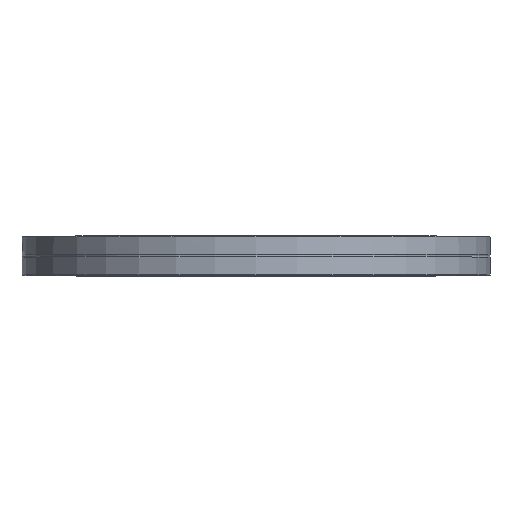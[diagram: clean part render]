
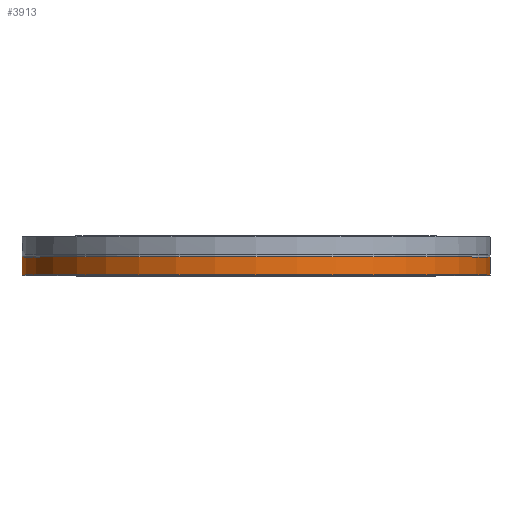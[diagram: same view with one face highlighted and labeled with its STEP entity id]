
A CAD part, top view. The second image highlights one B-rep face of the part: STEP entity #3913.
In plain terms, the highlighted cylindrical face has radius 168.3 mm (diameter 336.6 mm), a full revolution.
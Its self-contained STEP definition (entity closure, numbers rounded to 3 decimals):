
#236=CYLINDRICAL_SURFACE('',#4250,168.3);
#423=FACE_OUTER_BOUND('',#693,.T.);
#693=EDGE_LOOP('',(#2861,#2862,#2863,#2864,#2865,#2866));
#961=LINE('',#6243,#1196);
#1196=VECTOR('',#4830,168.3);
#1479=CIRCLE('',#4248,168.3);
#1480=CIRCLE('',#4249,168.3);
#1481=CIRCLE('',#4251,168.3);
#1482=CIRCLE('',#4252,168.3);
#1793=VERTEX_POINT('',#6233);
#1794=VERTEX_POINT('',#6234);
#1795=VERTEX_POINT('',#6239);
#1796=VERTEX_POINT('',#6240);
#2200=EDGE_CURVE('',#1793,#1794,#1479,.T.);
#2201=EDGE_CURVE('',#1794,#1793,#1480,.T.);
#2203=EDGE_CURVE('',#1795,#1796,#1481,.T.);
#2204=EDGE_CURVE('',#1796,#1795,#1482,.T.);
#2205=EDGE_CURVE('',#1796,#1794,#961,.T.);
#2861=ORIENTED_EDGE('',*,*,#2203,.F.);
#2862=ORIENTED_EDGE('',*,*,#2204,.F.);
#2863=ORIENTED_EDGE('',*,*,#2205,.T.);
#2864=ORIENTED_EDGE('',*,*,#2200,.F.);
#2865=ORIENTED_EDGE('',*,*,#2201,.F.);
#2866=ORIENTED_EDGE('',*,*,#2205,.F.);
#3913=ADVANCED_FACE('',(#423),#236,.T.);
#4248=AXIS2_PLACEMENT_3D('',#6235,#4819,#4820);
#4249=AXIS2_PLACEMENT_3D('',#6236,#4821,#4822);
#4250=AXIS2_PLACEMENT_3D('',#6238,#4824,#4825);
#4251=AXIS2_PLACEMENT_3D('',#6241,#4826,#4827);
#4252=AXIS2_PLACEMENT_3D('',#6242,#4828,#4829);
#4819=DIRECTION('center_axis',(0.,-1.,0.));
#4820=DIRECTION('ref_axis',(1.,0.,0.));
#4821=DIRECTION('center_axis',(0.,-1.,0.));
#4822=DIRECTION('ref_axis',(1.,0.,0.));
#4824=DIRECTION('center_axis',(0.,1.,0.));
#4825=DIRECTION('ref_axis',(-1.,0.,0.));
#4826=DIRECTION('center_axis',(0.,1.,0.));
#4827=DIRECTION('ref_axis',(1.,0.,0.));
#4828=DIRECTION('center_axis',(0.,1.,0.));
#4829=DIRECTION('ref_axis',(1.,0.,0.));
#4830=DIRECTION('',(0.,-1.,0.));
#6233=CARTESIAN_POINT('',(-168.3,0.5,0.));
#6234=CARTESIAN_POINT('',(168.3,0.5,0.));
#6235=CARTESIAN_POINT('Origin',(0.,0.5,0.));
#6236=CARTESIAN_POINT('Origin',(0.,0.5,0.));
#6238=CARTESIAN_POINT('Origin',(0.,6.685,0.));
#6239=CARTESIAN_POINT('',(0.,13.371,-168.3));
#6240=CARTESIAN_POINT('',(168.3,13.371,0.));
#6241=CARTESIAN_POINT('Origin',(0.,13.371,0.));
#6242=CARTESIAN_POINT('Origin',(0.,13.371,0.));
#6243=CARTESIAN_POINT('',(168.3,6.685,0.));
